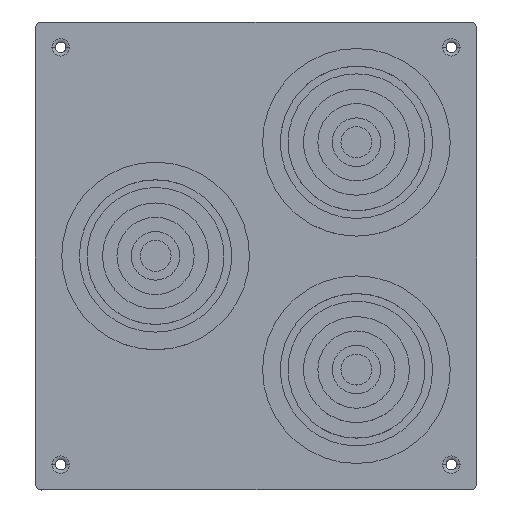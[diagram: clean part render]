
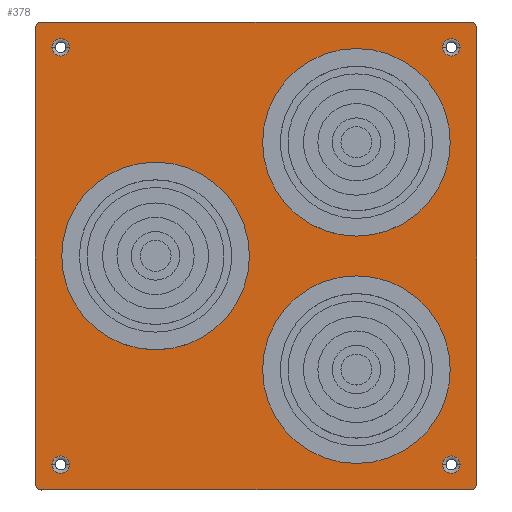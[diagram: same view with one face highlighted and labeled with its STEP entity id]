
A CAD part, top view. The second image highlights one B-rep face of the part: STEP entity #378.
In plain terms, the highlighted planar face has unit normal (0, 0, 1).
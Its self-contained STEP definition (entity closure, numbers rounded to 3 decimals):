
#378=ADVANCED_FACE('',(#818,#819,#820,#821,#822,#823,#824,#825),#826,.F.);
#818=FACE_OUTER_BOUND('',#1394,.T.);
#819=FACE_BOUND('',#1395,.T.);
#820=FACE_BOUND('',#1396,.T.);
#821=FACE_BOUND('',#1397,.T.);
#822=FACE_BOUND('',#1398,.T.);
#823=FACE_BOUND('',#1399,.T.);
#824=FACE_BOUND('',#1400,.T.);
#825=FACE_BOUND('',#1401,.T.);
#826=PLANE('',#1402);
#1394=EDGE_LOOP('',(#2168,#2169,#2170,#2171,#2172,#2173,#2174,#2175));
#1395=EDGE_LOOP('',(#2176,#2177,#2178));
#1396=EDGE_LOOP('',(#2179,#2180,#2181));
#1397=EDGE_LOOP('',(#2182,#2183,#2184));
#1398=EDGE_LOOP('',(#2185,#2186,#2187));
#1399=EDGE_LOOP('',(#2188,#2189));
#1400=EDGE_LOOP('',(#2190,#2191));
#1401=EDGE_LOOP('',(#2192,#2193));
#1402=AXIS2_PLACEMENT_3D('',#2194,#2195,#2196);
#2168=ORIENTED_EDGE('',*,*,#3383,.F.);
#2169=ORIENTED_EDGE('',*,*,#3388,.F.);
#2170=ORIENTED_EDGE('',*,*,#3392,.F.);
#2171=ORIENTED_EDGE('',*,*,#3396,.F.);
#2172=ORIENTED_EDGE('',*,*,#3400,.F.);
#2173=ORIENTED_EDGE('',*,*,#3404,.F.);
#2174=ORIENTED_EDGE('',*,*,#3408,.F.);
#2175=ORIENTED_EDGE('',*,*,#3411,.F.);
#2176=ORIENTED_EDGE('',*,*,#3333,.T.);
#2177=ORIENTED_EDGE('',*,*,#3329,.T.);
#2178=ORIENTED_EDGE('',*,*,#3334,.T.);
#2179=ORIENTED_EDGE('',*,*,#3337,.T.);
#2180=ORIENTED_EDGE('',*,*,#3325,.T.);
#2181=ORIENTED_EDGE('',*,*,#3338,.T.);
#2182=ORIENTED_EDGE('',*,*,#3341,.T.);
#2183=ORIENTED_EDGE('',*,*,#3321,.T.);
#2184=ORIENTED_EDGE('',*,*,#3342,.T.);
#2185=ORIENTED_EDGE('',*,*,#3345,.T.);
#2186=ORIENTED_EDGE('',*,*,#3317,.T.);
#2187=ORIENTED_EDGE('',*,*,#3346,.T.);
#2188=ORIENTED_EDGE('',*,*,#3274,.T.);
#2189=ORIENTED_EDGE('',*,*,#3372,.T.);
#2190=ORIENTED_EDGE('',*,*,#3269,.T.);
#2191=ORIENTED_EDGE('',*,*,#3375,.T.);
#2192=ORIENTED_EDGE('',*,*,#3264,.T.);
#2193=ORIENTED_EDGE('',*,*,#3378,.T.);
#2194=CARTESIAN_POINT('',(100.0,106.0,16.5));
#2195=DIRECTION('',(0.0,0.0,-1.0));
#2196=DIRECTION('',(0.0,-1.0,0.0));
#3264=EDGE_CURVE('',#3810,#3814,#3816,.T.);
#3269=EDGE_CURVE('',#3819,#3823,#3825,.T.);
#3274=EDGE_CURVE('',#3828,#3832,#3834,.T.);
#3317=EDGE_CURVE('',#3910,#3908,#3911,.T.);
#3321=EDGE_CURVE('',#3916,#3914,#3917,.T.);
#3325=EDGE_CURVE('',#3922,#3920,#3923,.T.);
#3329=EDGE_CURVE('',#3928,#3926,#3929,.T.);
#3333=EDGE_CURVE('',#3933,#3928,#3934,.T.);
#3334=EDGE_CURVE('',#3926,#3933,#3935,.T.);
#3337=EDGE_CURVE('',#3938,#3922,#3939,.T.);
#3338=EDGE_CURVE('',#3920,#3938,#3940,.T.);
#3341=EDGE_CURVE('',#3943,#3916,#3944,.T.);
#3342=EDGE_CURVE('',#3914,#3943,#3945,.T.);
#3345=EDGE_CURVE('',#3948,#3910,#3949,.T.);
#3346=EDGE_CURVE('',#3908,#3948,#3950,.T.);
#3372=EDGE_CURVE('',#3832,#3828,#3976,.T.);
#3375=EDGE_CURVE('',#3823,#3819,#3979,.T.);
#3378=EDGE_CURVE('',#3814,#3810,#3982,.T.);
#3383=EDGE_CURVE('',#3988,#3990,#3991,.T.);
#3388=EDGE_CURVE('',#3996,#3988,#3998,.T.);
#3392=EDGE_CURVE('',#4002,#3996,#4004,.T.);
#3396=EDGE_CURVE('',#4008,#4002,#4010,.T.);
#3400=EDGE_CURVE('',#4014,#4008,#4016,.T.);
#3404=EDGE_CURVE('',#4020,#4014,#4022,.T.);
#3408=EDGE_CURVE('',#4026,#4020,#4028,.T.);
#3411=EDGE_CURVE('',#3990,#4026,#4031,.T.);
#3810=VERTEX_POINT('',#4604);
#3814=VERTEX_POINT('',#4609);
#3816=CIRCLE('',#4612,36.5);
#3819=VERTEX_POINT('',#4615);
#3823=VERTEX_POINT('',#4620);
#3825=CIRCLE('',#4623,36.5);
#3828=VERTEX_POINT('',#4626);
#3832=VERTEX_POINT('',#4631);
#3834=CIRCLE('',#4634,36.5);
#3908=VERTEX_POINT('',#4724);
#3910=VERTEX_POINT('',#4726);
#3911=CIRCLE('',#4727,3.95);
#3914=VERTEX_POINT('',#4730);
#3916=VERTEX_POINT('',#4732);
#3917=CIRCLE('',#4733,3.95);
#3920=VERTEX_POINT('',#4736);
#3922=VERTEX_POINT('',#4738);
#3923=CIRCLE('',#4739,3.95);
#3926=VERTEX_POINT('',#4742);
#3928=VERTEX_POINT('',#4744);
#3929=CIRCLE('',#4745,3.95);
#3933=VERTEX_POINT('',#4749);
#3934=CIRCLE('',#4750,3.95);
#3935=CIRCLE('',#4751,3.95);
#3938=VERTEX_POINT('',#4754);
#3939=CIRCLE('',#4755,3.95);
#3940=CIRCLE('',#4756,3.95);
#3943=VERTEX_POINT('',#4759);
#3944=CIRCLE('',#4760,3.95);
#3945=CIRCLE('',#4761,3.95);
#3948=VERTEX_POINT('',#4764);
#3949=CIRCLE('',#4765,3.95);
#3950=CIRCLE('',#4766,3.95);
#3976=CIRCLE('',#4792,36.5);
#3979=CIRCLE('',#4795,36.5);
#3982=CIRCLE('',#4798,36.5);
#3988=VERTEX_POINT('',#4805);
#3990=VERTEX_POINT('',#4808);
#3991=LINE('',#4809,#4810);
#3996=VERTEX_POINT('',#4816);
#3998=CIRCLE('',#4819,3.0);
#4002=VERTEX_POINT('',#4824);
#4004=LINE('',#4827,#4828);
#4008=VERTEX_POINT('',#4832);
#4010=CIRCLE('',#4835,3.);
#4014=VERTEX_POINT('',#4840);
#4016=LINE('',#4843,#4844);
#4020=VERTEX_POINT('',#4848);
#4022=CIRCLE('',#4851,3.);
#4026=VERTEX_POINT('',#4856);
#4028=LINE('',#4859,#4860);
#4031=CIRCLE('',#4863,3.);
#4604=CARTESIAN_POINT('',(18.0,106.0,16.5));
#4609=CARTESIAN_POINT('',(91.0,106.0,16.5));
#4612=AXIS2_PLACEMENT_3D('',#5517,#5518,#5519);
#4615=CARTESIAN_POINT('',(109.0,54.5,16.5));
#4620=CARTESIAN_POINT('',(182.0,54.5,16.5));
#4623=AXIS2_PLACEMENT_3D('',#5525,#5526,#5527);
#4626=CARTESIAN_POINT('',(109.0,157.5,16.5));
#4631=CARTESIAN_POINT('',(182.0,157.5,16.5));
#4634=AXIS2_PLACEMENT_3D('',#5533,#5534,#5535);
#4724=CARTESIAN_POINT('',(192.45,11.5,16.5));
#4726=CARTESIAN_POINT('',(184.55,11.5,16.5));
#4727=AXIS2_PLACEMENT_3D('',#5603,#5604,#5605);
#4730=CARTESIAN_POINT('',(15.45,11.5,16.5));
#4732=CARTESIAN_POINT('',(7.55,11.5,16.5));
#4733=AXIS2_PLACEMENT_3D('',#5612,#5613,#5614);
#4736=CARTESIAN_POINT('',(192.45,200.5,16.5));
#4738=CARTESIAN_POINT('',(184.55,200.5,16.5));
#4739=AXIS2_PLACEMENT_3D('',#5621,#5622,#5623);
#4742=CARTESIAN_POINT('',(15.45,200.5,16.5));
#4744=CARTESIAN_POINT('',(7.55,200.5,16.5));
#4745=AXIS2_PLACEMENT_3D('',#5630,#5631,#5632);
#4749=CARTESIAN_POINT('',(11.5,196.55,16.5));
#4750=AXIS2_PLACEMENT_3D('',#5639,#5640,#5641);
#4751=AXIS2_PLACEMENT_3D('',#5642,#5643,#5644);
#4754=CARTESIAN_POINT('',(188.5,196.55,16.5));
#4755=AXIS2_PLACEMENT_3D('',#5648,#5649,#5650);
#4756=AXIS2_PLACEMENT_3D('',#5651,#5652,#5653);
#4759=CARTESIAN_POINT('',(11.5,7.55,16.5));
#4760=AXIS2_PLACEMENT_3D('',#5657,#5658,#5659);
#4761=AXIS2_PLACEMENT_3D('',#5660,#5661,#5662);
#4764=CARTESIAN_POINT('',(188.5,7.55,16.5));
#4765=AXIS2_PLACEMENT_3D('',#5666,#5667,#5668);
#4766=AXIS2_PLACEMENT_3D('',#5669,#5670,#5671);
#4792=AXIS2_PLACEMENT_3D('',#5708,#5709,#5710);
#4795=AXIS2_PLACEMENT_3D('',#5714,#5715,#5716);
#4798=AXIS2_PLACEMENT_3D('',#5720,#5721,#5722);
#4805=CARTESIAN_POINT('',(0.,3.,16.5));
#4808=CARTESIAN_POINT('',(0.0,209.0,16.5));
#4809=CARTESIAN_POINT('',(0.0,106.0,16.5));
#4810=VECTOR('',#5728,1.0);
#4816=CARTESIAN_POINT('',(3.0,0.0,16.5));
#4819=AXIS2_PLACEMENT_3D('',#5734,#5735,#5736);
#4824=CARTESIAN_POINT('',(197.,0.,16.5));
#4827=CARTESIAN_POINT('',(197.0,0.0,16.5));
#4828=VECTOR('',#5739,1.0);
#4832=CARTESIAN_POINT('',(200.0,3.0,16.5));
#4835=AXIS2_PLACEMENT_3D('',#5744,#5745,#5746);
#4840=CARTESIAN_POINT('',(200.,209.,16.5));
#4843=CARTESIAN_POINT('',(200.0,209.0,16.5));
#4844=VECTOR('',#5749,1.0);
#4848=CARTESIAN_POINT('',(197.0,212.0,16.5));
#4851=AXIS2_PLACEMENT_3D('',#5754,#5755,#5756);
#4856=CARTESIAN_POINT('',(3.,212.,16.5));
#4859=CARTESIAN_POINT('',(3.0,212.0,16.5));
#4860=VECTOR('',#5759,1.0);
#4863=AXIS2_PLACEMENT_3D('',#5763,#5764,#5765);
#5517=CARTESIAN_POINT('',(54.5,106.0,16.5));
#5518=DIRECTION('',(0.0,0.0,-1.0));
#5519=DIRECTION('',(-1.0,0.0,0.0));
#5525=CARTESIAN_POINT('',(145.5,54.5,16.5));
#5526=DIRECTION('',(0.0,0.0,-1.0));
#5527=DIRECTION('',(-1.0,0.0,0.0));
#5533=CARTESIAN_POINT('',(145.5,157.5,16.5));
#5534=DIRECTION('',(0.0,0.0,-1.0));
#5535=DIRECTION('',(-1.0,0.0,0.0));
#5603=CARTESIAN_POINT('',(188.5,11.5,16.5));
#5604=DIRECTION('',(0.0,0.0,-1.0));
#5605=DIRECTION('',(0.0,-1.0,0.0));
#5612=CARTESIAN_POINT('',(11.5,11.5,16.5));
#5613=DIRECTION('',(0.0,0.0,-1.0));
#5614=DIRECTION('',(0.0,-1.0,0.0));
#5621=CARTESIAN_POINT('',(188.5,200.5,16.5));
#5622=DIRECTION('',(0.0,0.0,-1.0));
#5623=DIRECTION('',(0.0,-1.0,0.0));
#5630=CARTESIAN_POINT('',(11.5,200.5,16.5));
#5631=DIRECTION('',(0.0,0.0,-1.0));
#5632=DIRECTION('',(0.0,-1.0,0.0));
#5639=CARTESIAN_POINT('',(11.5,200.5,16.5));
#5640=DIRECTION('',(0.0,0.0,-1.0));
#5641=DIRECTION('',(0.0,-1.0,0.0));
#5642=CARTESIAN_POINT('',(11.5,200.5,16.5));
#5643=DIRECTION('',(0.0,0.0,-1.0));
#5644=DIRECTION('',(0.0,-1.0,0.0));
#5648=CARTESIAN_POINT('',(188.5,200.5,16.5));
#5649=DIRECTION('',(0.0,0.0,-1.0));
#5650=DIRECTION('',(0.0,-1.0,0.0));
#5651=CARTESIAN_POINT('',(188.5,200.5,16.5));
#5652=DIRECTION('',(0.0,0.0,-1.0));
#5653=DIRECTION('',(0.0,-1.0,0.0));
#5657=CARTESIAN_POINT('',(11.5,11.5,16.5));
#5658=DIRECTION('',(0.0,0.0,-1.0));
#5659=DIRECTION('',(0.0,-1.0,0.0));
#5660=CARTESIAN_POINT('',(11.5,11.5,16.5));
#5661=DIRECTION('',(0.0,0.0,-1.0));
#5662=DIRECTION('',(0.0,-1.0,0.0));
#5666=CARTESIAN_POINT('',(188.5,11.5,16.5));
#5667=DIRECTION('',(0.0,0.0,-1.0));
#5668=DIRECTION('',(0.0,-1.0,0.0));
#5669=CARTESIAN_POINT('',(188.5,11.5,16.5));
#5670=DIRECTION('',(0.0,0.0,-1.0));
#5671=DIRECTION('',(0.0,-1.0,0.0));
#5708=CARTESIAN_POINT('',(145.5,157.5,16.5));
#5709=DIRECTION('',(0.0,0.0,-1.0));
#5710=DIRECTION('',(-1.0,0.0,0.0));
#5714=CARTESIAN_POINT('',(145.5,54.5,16.5));
#5715=DIRECTION('',(0.0,0.0,-1.0));
#5716=DIRECTION('',(-1.0,0.0,0.0));
#5720=CARTESIAN_POINT('',(54.5,106.0,16.5));
#5721=DIRECTION('',(0.0,0.0,-1.0));
#5722=DIRECTION('',(-1.0,0.0,0.0));
#5728=DIRECTION('',(0.0,1.0,0.0));
#5734=CARTESIAN_POINT('',(3.,3.,16.5));
#5735=DIRECTION('',(-0.0,0.0,-1.0));
#5736=DIRECTION('',(0.,-1.0,0.0));
#5739=DIRECTION('',(-1.0,0.0,0.0));
#5744=CARTESIAN_POINT('',(197.,3.,16.5));
#5745=DIRECTION('',(0.0,0.0,-1.0));
#5746=DIRECTION('',(1.0,0.,0.0));
#5749=DIRECTION('',(0.0,-1.0,0.0));
#5754=CARTESIAN_POINT('',(197.,209.,16.5));
#5755=DIRECTION('',(0.0,0.0,-1.0));
#5756=DIRECTION('',(0.,1.0,0.0));
#5759=DIRECTION('',(1.0,0.0,0.0));
#5763=CARTESIAN_POINT('',(3.,209.,16.5));
#5764=DIRECTION('',(0.0,0.0,-1.0));
#5765=DIRECTION('',(-1.0,0.,0.0));
